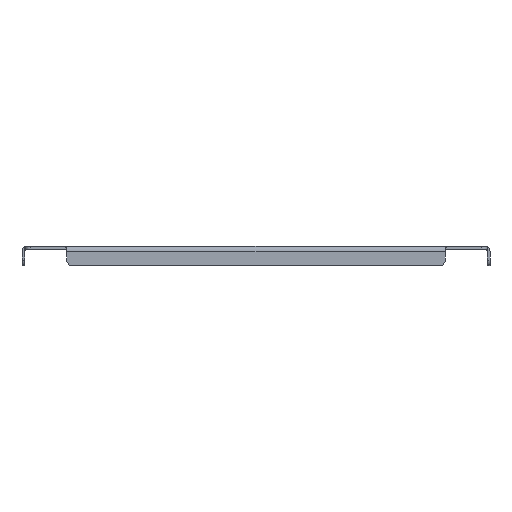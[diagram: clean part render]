
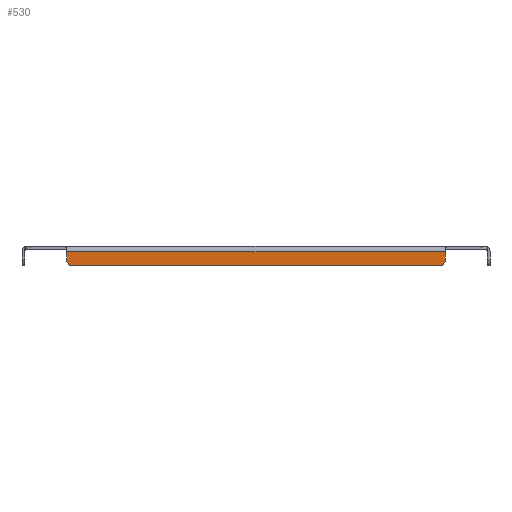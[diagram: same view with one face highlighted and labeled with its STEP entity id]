
A CAD part, front view. The second image highlights one B-rep face of the part: STEP entity #530.
In plain terms, the highlighted planar face has unit normal (0, -1, 0).
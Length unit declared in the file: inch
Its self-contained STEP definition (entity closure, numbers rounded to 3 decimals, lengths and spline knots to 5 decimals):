
#14 = DIRECTION ( 'NONE',  ( 1., 0., 0. ) ) ;
#69 = VERTEX_POINT ( 'NONE', #735 ) ;
#118 = DIRECTION ( 'NONE',  ( 0., 0., -1. ) ) ;
#119 = CIRCLE ( 'NONE', #1994, 0.25 ) ;
#234 = CARTESIAN_POINT ( 'NONE',  ( -8.21875, -18.46875, -0.875 ) ) ;
#243 = EDGE_CURVE ( 'NONE', #804, #946, #519, .T. ) ;
#246 = VECTOR ( 'NONE', #14, 39.37008 ) ;
#263 = CARTESIAN_POINT ( 'NONE',  ( 8.46875, -18.46875, 0. ) ) ;
#285 = EDGE_CURVE ( 'NONE', #1605, #1358, #1056, .T. ) ;
#304 = CARTESIAN_POINT ( 'NONE',  ( 8.46875, -18.46875, -0.237 ) ) ;
#353 = DIRECTION ( 'NONE',  ( 0., -1., 0. ) ) ;
#519 = LINE ( 'NONE', #2603, #1537 ) ;
#530 = ADVANCED_FACE ( 'NONE', ( #2919 ), #2636, .T. ) ;
#542 = CARTESIAN_POINT ( 'NONE',  ( 8.21875, -18.46875, -0.875 ) ) ;
#577 = CIRCLE ( 'NONE', #2940, 0.25 ) ;
#631 = DIRECTION ( 'NONE',  ( 0., 0., -1. ) ) ;
#636 = ORIENTED_EDGE ( 'NONE', *, *, #1270, .T. ) ;
#735 = CARTESIAN_POINT ( 'NONE',  ( 8.46875, -18.46875, -0.625 ) ) ;
#804 = VERTEX_POINT ( 'NONE', #234 ) ;
#819 = AXIS2_PLACEMENT_3D ( 'NONE', #3194, #353, #631 ) ;
#913 = DIRECTION ( 'NONE',  ( 0., -1., 0. ) ) ;
#946 = VERTEX_POINT ( 'NONE', #542 ) ;
#1056 = LINE ( 'NONE', #304, #246 ) ;
#1154 = VECTOR ( 'NONE', #2306, 39.37008 ) ;
#1204 = DIRECTION ( 'NONE',  ( 0., -1., 0. ) ) ;
#1221 = EDGE_CURVE ( 'NONE', #946, #69, #577, .T. ) ;
#1270 = EDGE_CURVE ( 'NONE', #1605, #2289, #1737, .T. ) ;
#1358 = VERTEX_POINT ( 'NONE', #1798 ) ;
#1518 = DIRECTION ( 'NONE',  ( 0., 0., -1. ) ) ;
#1537 = VECTOR ( 'NONE', #2534, 39.37008 ) ;
#1605 = VERTEX_POINT ( 'NONE', #1996 ) ;
#1737 = LINE ( 'NONE', #3264, #1916 ) ;
#1754 = DIRECTION ( 'NONE',  ( 0., 0., -1. ) ) ;
#1772 = CARTESIAN_POINT ( 'NONE',  ( -8.46875, -18.46875, -0.625 ) ) ;
#1798 = CARTESIAN_POINT ( 'NONE',  ( 8.46875, -18.46875, -0.237 ) ) ;
#1829 = ORIENTED_EDGE ( 'NONE', *, *, #3258, .T. ) ;
#1916 = VECTOR ( 'NONE', #1754, 39.37008 ) ;
#1994 = AXIS2_PLACEMENT_3D ( 'NONE', #3218, #913, #118 ) ;
#1996 = CARTESIAN_POINT ( 'NONE',  ( -8.46875, -18.46875, -0.237 ) ) ;
#2018 = LINE ( 'NONE', #263, #1154 ) ;
#2289 = VERTEX_POINT ( 'NONE', #1772 ) ;
#2297 = EDGE_CURVE ( 'NONE', #69, #1358, #2018, .T. ) ;
#2306 = DIRECTION ( 'NONE',  ( 0., 0., 1. ) ) ;
#2523 = ORIENTED_EDGE ( 'NONE', *, *, #243, .T. ) ;
#2534 = DIRECTION ( 'NONE',  ( 1., 0., 0. ) ) ;
#2603 = CARTESIAN_POINT ( 'NONE',  ( -10.34375, -18.46875, -0.875 ) ) ;
#2636 = PLANE ( 'NONE',  #819 ) ;
#2724 = ORIENTED_EDGE ( 'NONE', *, *, #1221, .T. ) ;
#2738 = CARTESIAN_POINT ( 'NONE',  ( 8.21875, -18.46875, -0.625 ) ) ;
#2919 = FACE_OUTER_BOUND ( 'NONE', #3325, .T. ) ;
#2940 = AXIS2_PLACEMENT_3D ( 'NONE', #2738, #1204, #1518 ) ;
#3021 = ORIENTED_EDGE ( 'NONE', *, *, #2297, .T. ) ;
#3043 = ORIENTED_EDGE ( 'NONE', *, *, #285, .F. ) ;
#3194 = CARTESIAN_POINT ( 'NONE',  ( -10.34375, -18.46875, 0. ) ) ;
#3218 = CARTESIAN_POINT ( 'NONE',  ( -8.21875, -18.46875, -0.625 ) ) ;
#3258 = EDGE_CURVE ( 'NONE', #2289, #804, #119, .T. ) ;
#3264 = CARTESIAN_POINT ( 'NONE',  ( -8.46875, -18.46875, 0. ) ) ;
#3325 = EDGE_LOOP ( 'NONE', ( #636, #1829, #2523, #2724, #3021, #3043 ) ) ;
